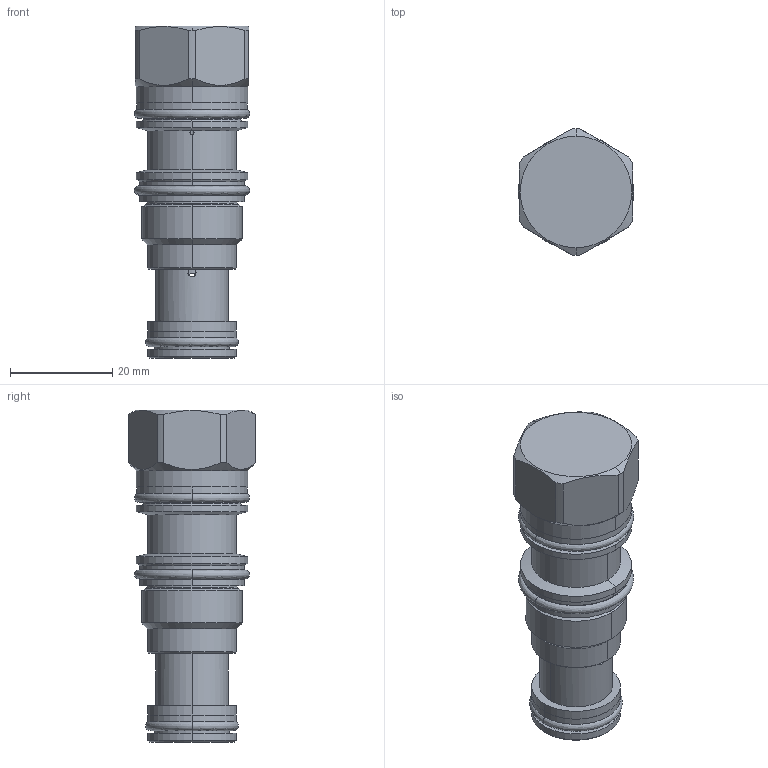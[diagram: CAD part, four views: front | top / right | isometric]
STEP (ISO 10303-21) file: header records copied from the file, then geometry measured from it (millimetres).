
FILE_DESCRIPTION((''),'2;1');
FILE_NAME('CODD-XHN_PRT','2014-07-03T',('Administrator'),(''),'PRO/ENGINEER BY PARAMETRIC TECHNOLOGY CORPORATION, 2006240','PRO/ENGINEER BY PARAMETRIC TECHNOLOGY CORPORATION, 2006240','');
FILE_SCHEMA(('CONFIG_CONTROL_DESIGN'));
Length unit declared in the file: inch
Products named in the file (1): CODD-XHN_PRT
Bounding box: 22.55 x 24.84 x 65.05 mm (x, y, z)
Volume: 18323 mm3; surface area: 7177.7 mm2
Topology: 4 solids, 4 shells, 123 faces, 287 edges, 174 vertices
Faces by surface type: cylinder 54, plane 23, cone 20, torus 14, revolution 12
Entity records: 4577 total; most frequent: CARTESIAN_POINT 1739, DIRECTION 596, ORIENTED_EDGE 570, EDGE_CURVE 285, AXIS2_PLACEMENT_3D 250, VERTEX_POINT 174, CIRCLE 139, EDGE_LOOP 135
